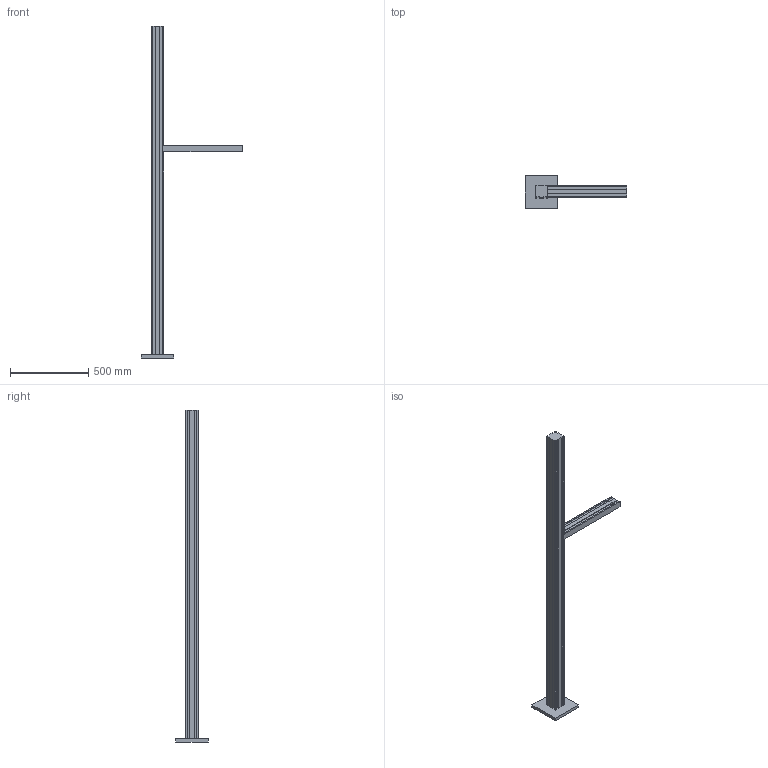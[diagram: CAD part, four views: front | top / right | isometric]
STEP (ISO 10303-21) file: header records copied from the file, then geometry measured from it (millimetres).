
FILE_DESCRIPTION(/* description */ (''),/* implementation_level */ '2;1');
FILE_NAME(/* name */ 'Stand.step',/* time_stamp */ '2022-09-15T22:09:08Z',/* author */ (''),/* organization */ (''),/* preprocessor_version */ 'ST-DEVELOPER v19',/* originating_system */ 'Autodesk Translation Framework v11.7.0.108',/* authorisation */ '');
FILE_SCHEMA (('AUTOMOTIVE_DESIGN { 1 0 10303 214 3 1 1 }'));
Length unit declared in the file: millimetre
Products named in the file (1): Stand
Bounding box: 650 x 210 x 2120 mm (x, y, z)
Volume: 14605884 mm3; surface area: 1095749 mm2
Topology: 1 solids, 1 shells, 83 faces, 232 edges, 152 vertices
Faces by surface type: plane 83
Entity records: 2642 total; most frequent: CARTESIAN_POINT 468, ORIENTED_EDGE 464, DIRECTION 400, LINE 232, VECTOR 232, EDGE_CURVE 232, VERTEX_POINT 152, EDGE_LOOP 84
